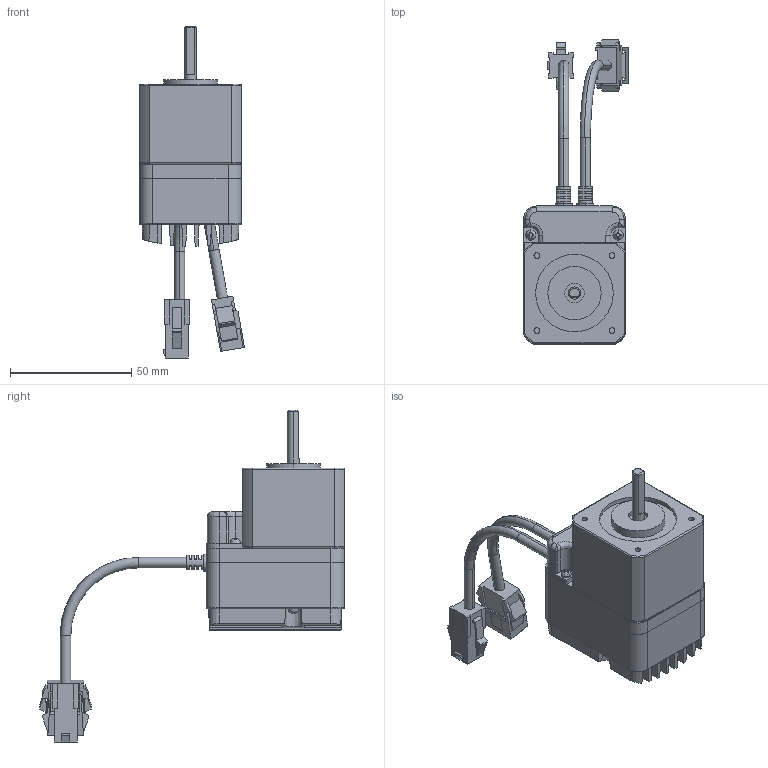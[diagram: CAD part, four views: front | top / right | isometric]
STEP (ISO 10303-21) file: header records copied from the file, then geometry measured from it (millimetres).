
FILE_DESCRIPTION (( 'STEP AP203' ), '1' );
FILE_NAME ('BM-42S-assembly_100628.STEP', '2013-10-31T06:12:09', ( '' ), ( '' ), 'SwSTEP 2.0', 'SolidWorks 2012', '' );
FILE_SCHEMA (( 'CONFIG_CONTROL_DESIGN' ));
Length unit declared in the file: millimetre
Products named in the file (1): BM-42S-assembly_100628
Bounding box: 43.27 x 125.71 x 137 mm (x, y, z)
Surface area: 46097.5 mm2 (no closed solid volume)
Topology: 0 solids, 11 shells, 798 faces, 2173 edges, 1425 vertices
Faces by surface type: plane 484, cylinder 242, bspline 31, cone 17, sphere 16, torus 8
Entity records: 27128 total; most frequent: CARTESIAN_POINT 6943, ORIENTED_EDGE 4198, DIRECTION 4169, EDGE_CURVE 2139, AXIS2_PLACEMENT_3D 1416, VERTEX_POINT 1409, VECTOR 1337, LINE 1337
